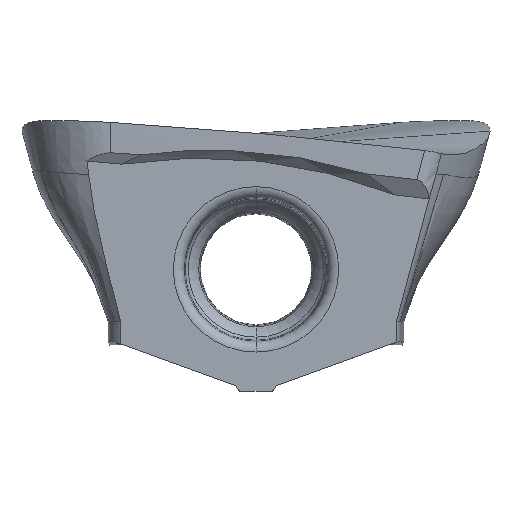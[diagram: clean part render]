
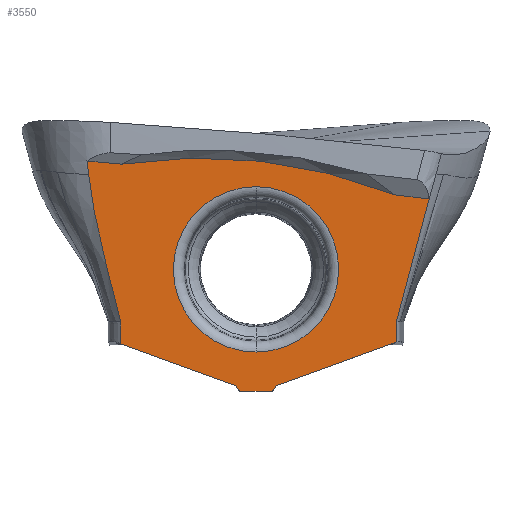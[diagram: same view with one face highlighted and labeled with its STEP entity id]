
A CAD part, front view. The second image highlights one B-rep face of the part: STEP entity #3550.
In plain terms, the highlighted planar face has unit normal (0, -1, 0).
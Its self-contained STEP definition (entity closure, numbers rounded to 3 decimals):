
#140=CARTESIAN_POINT('',(-7.894,0.,
5.062));
#145=CARTESIAN_POINT('',(-7.894,0.,
5.062));
#146=CARTESIAN_POINT('',(-7.884,0.,
4.991));
#147=CARTESIAN_POINT('',(-7.865,0.,
4.848));
#148=CARTESIAN_POINT('',(-7.837,0.,
4.635));
#149=CARTESIAN_POINT('',(-7.82,0.,
4.492));
#150=CARTESIAN_POINT('',(-7.811,0.,
4.421));
#198=DIRECTION('',(-0.94,0.,-0.342));
#199=VECTOR('',#198,5.978);
#200=CARTESIAN_POINT('',(6.556,0.,-3.387));
#201=LINE('',#200,#199);
#205=DIRECTION('',(-0.574,0.,-0.819));
#206=VECTOR('',#205,0.328);
#207=CARTESIAN_POINT('',(0.938,0.,
-5.432));
#208=LINE('',#207,#206);
#212=DIRECTION('',(-1.,0.,0.));
#213=VECTOR('',#212,1.5);
#214=CARTESIAN_POINT('',(0.75,0.,
-5.7));
#215=LINE('',#214,#213);
#219=DIRECTION('',(-0.574,0.,0.819));
#220=VECTOR('',#219,0.328);
#221=CARTESIAN_POINT('',(-0.75,0.,
-5.7));
#222=LINE('',#221,#220);
#226=DIRECTION('',(-0.94,0.,0.342));
#227=VECTOR('',#226,5.725);
#228=CARTESIAN_POINT('',(-0.938,0.,
-5.432));
#229=LINE('',#228,#227);
#233=DIRECTION('',(0.,0.,1.));
#234=VECTOR('',#233,1.024);
#235=CARTESIAN_POINT('',(-6.318,0.,
-3.473));
#236=LINE('',#235,#234);
#240=CARTESIAN_POINT('',(-7.894,0.,
5.062));
#241=CARTESIAN_POINT('',(-7.36,0.,
5.012));
#242=CARTESIAN_POINT('',(-6.827,0.,
4.963));
#243=CARTESIAN_POINT('',(-6.293,0.,
4.912));
#248=CARTESIAN_POINT('',(-2.529,0.,
-19.307));
#249=DIRECTION('',(0.,1.,0.));
#250=DIRECTION('',(-0.154,0.,0.988));
#251=AXIS2_PLACEMENT_3D('',#248,#249,#250);
#256=CARTESIAN_POINT('',(6.486,0.,3.485));
#257=CARTESIAN_POINT('',(7.018,0.,3.418));
#258=CARTESIAN_POINT('',(7.55,0.,3.351));
#259=CARTESIAN_POINT('',(8.081,0.,3.284));
#264=DIRECTION('',(-0.257,0.,-0.966));
#265=VECTOR('',#264,0.265);
#266=CARTESIAN_POINT('',(8.081,0.,3.284));
#267=LINE('',#266,#265);
#271=DIRECTION('',(0.,0.,-1.));
#272=VECTOR('',#271,0.937);
#273=CARTESIAN_POINT('',(6.556,0.,-2.45));
#274=LINE('',#273,#272);
#278=CARTESIAN_POINT('',(0.,0.,
0.));
#279=DIRECTION('',(0.,-1.,0.));
#280=DIRECTION('',(0.,0.,1.));
#281=AXIS2_PLACEMENT_3D('',#278,#279,#280);
#286=CARTESIAN_POINT('',(0.,0.,
0.));
#287=DIRECTION('',(0.,-1.,0.));
#288=DIRECTION('',(-0.005,0.,1.));
#289=AXIS2_PLACEMENT_3D('',#286,#287,#288);
#294=CARTESIAN_POINT('',(0.,0.,
0.));
#295=DIRECTION('',(0.,-1.,0.));
#296=DIRECTION('',(0.,0.,-1.));
#297=AXIS2_PLACEMENT_3D('',#294,#295,#296);
#302=CARTESIAN_POINT('',(0.,0.,
0.));
#303=DIRECTION('',(0.,-1.,0.));
#304=DIRECTION('',(0.005,0.,-1.));
#305=AXIS2_PLACEMENT_3D('',#302,#303,#304);
#1766=CARTESIAN_POINT('',(6.556,0.,
-2.45));
#1767=CARTESIAN_POINT('',(6.654,0.,
-2.079));
#1768=CARTESIAN_POINT('',(6.851,0.,
-1.339));
#1769=CARTESIAN_POINT('',(7.145,0.,
-0.236));
#1770=CARTESIAN_POINT('',(7.436,0.,
0.859));
#1771=CARTESIAN_POINT('',(7.726,0.,
1.948));
#1772=CARTESIAN_POINT('',(7.918,0.,2.669));
#1773=CARTESIAN_POINT('',(8.013,0.,3.027));
#2249=CARTESIAN_POINT('',(-7.811,0.,
4.421));
#2250=CARTESIAN_POINT('',(-7.787,0.,
4.217));
#2251=CARTESIAN_POINT('',(-7.737,0.,
3.815));
#2252=CARTESIAN_POINT('',(-7.646,0.,
3.2));
#2253=CARTESIAN_POINT('',(-7.551,0.,
2.671));
#2254=CARTESIAN_POINT('',(-7.449,0.,
2.213));
#2255=CARTESIAN_POINT('',(-7.359,0.,
1.807));
#2256=CARTESIAN_POINT('',(-7.281,0.,
1.454));
#2257=CARTESIAN_POINT('',(-7.21,0.,
1.141));
#2258=CARTESIAN_POINT('',(-7.145,0.,0.861));
#2259=CARTESIAN_POINT('',(-7.086,0.,
0.612));
#2260=CARTESIAN_POINT('',(-7.033,0.,
0.391));
#2261=CARTESIAN_POINT('',(-6.985,0.,
0.193));
#2262=CARTESIAN_POINT('',(-6.94,0.,
0.009));
#2263=CARTESIAN_POINT('',(-6.896,0.,
-0.167));
#2264=CARTESIAN_POINT('',(-6.852,0.,
-0.346));
#2265=CARTESIAN_POINT('',(-6.805,0.,
-0.537));
#2266=CARTESIAN_POINT('',(-6.753,0.,
-0.746));
#2267=CARTESIAN_POINT('',(-6.697,0.,
-0.97));
#2268=CARTESIAN_POINT('',(-6.636,0.,
-1.213));
#2269=CARTESIAN_POINT('',(-6.569,0.,
-1.478));
#2270=CARTESIAN_POINT('',(-6.492,0.,
-1.779));
#2271=CARTESIAN_POINT('',(-6.406,0.,
-2.111));
#2272=CARTESIAN_POINT('',(-6.348,0.,
-2.335));
#2273=CARTESIAN_POINT('',(-6.318,0.,
-2.45));
#2826=VERTEX_POINT('',#140);
#2827=VERTEX_POINT('',#150);
#2832=VERTEX_POINT('',#256);
#2833=VERTEX_POINT('',#259);
#2834=VERTEX_POINT('',#243);
#2835=CARTESIAN_POINT('',(6.556,0.,
-3.387));
#2836=CARTESIAN_POINT('',(0.938,0.,
-5.432));
#2837=VERTEX_POINT('',#2835);
#2838=VERTEX_POINT('',#2836);
#2839=CARTESIAN_POINT('',(0.75,0.,
-5.7));
#2840=VERTEX_POINT('',#2839);
#2841=CARTESIAN_POINT('',(-0.75,0.,
-5.7));
#2842=VERTEX_POINT('',#2841);
#2843=CARTESIAN_POINT('',(-0.938,0.,
-5.432));
#2844=VERTEX_POINT('',#2843);
#2845=CARTESIAN_POINT('',(-6.318,0.,
-3.473));
#2846=VERTEX_POINT('',#2845);
#2847=CARTESIAN_POINT('',(-6.318,0.,
-2.45));
#2848=VERTEX_POINT('',#2847);
#2849=CARTESIAN_POINT('',(8.013,0.,3.027));
#2850=VERTEX_POINT('',#2849);
#2851=VERTEX_POINT('',#1766);
#2852=CARTESIAN_POINT('',(-0.018,0.,
3.861));
#2853=CARTESIAN_POINT('',(0.,0.,
-3.861));
#2854=VERTEX_POINT('',#2852);
#2855=VERTEX_POINT('',#2853);
#2856=CARTESIAN_POINT('',(0.,0.,
3.861));
#2857=VERTEX_POINT('',#2856);
#2858=CARTESIAN_POINT('',(0.018,0.,
-3.861));
#2859=VERTEX_POINT('',#2858);
#3507=CARTESIAN_POINT('',(0.392,0.,-0.941));
#3508=DIRECTION('',(0.,-1.,0.));
#3509=DIRECTION('',(0.156,0.,0.988));
#3510=AXIS2_PLACEMENT_3D('',#3507,#3508,#3509);
#3511=PLANE('',#3510);
#3513=ORIENTED_EDGE('',*,*,#3512,.T.);
#3515=ORIENTED_EDGE('',*,*,#3514,.T.);
#3517=ORIENTED_EDGE('',*,*,#3516,.T.);
#3519=ORIENTED_EDGE('',*,*,#3518,.T.);
#3521=ORIENTED_EDGE('',*,*,#3520,.T.);
#3523=ORIENTED_EDGE('',*,*,#3522,.T.);
#3525=ORIENTED_EDGE('',*,*,#3524,.F.);
#3526=ORIENTED_EDGE('',*,*,#3442,.F.);
#3527=ORIENTED_EDGE('',*,*,#3498,.T.);
#3529=ORIENTED_EDGE('',*,*,#3528,.T.);
#3531=ORIENTED_EDGE('',*,*,#3530,.T.);
#3533=ORIENTED_EDGE('',*,*,#3532,.T.);
#3535=ORIENTED_EDGE('',*,*,#3534,.F.);
#3537=ORIENTED_EDGE('',*,*,#3536,.T.);
#3538=EDGE_LOOP('',(#3513,#3515,#3517,#3519,#3521,#3523,#3525,#3526,#3527,#3529,
#3531,#3533,#3535,#3537));
#3539=FACE_OUTER_BOUND('',#3538,.F.);
#3541=ORIENTED_EDGE('',*,*,#3540,.T.);
#3543=ORIENTED_EDGE('',*,*,#3542,.T.);
#3545=ORIENTED_EDGE('',*,*,#3544,.T.);
#3547=ORIENTED_EDGE('',*,*,#3546,.T.);
#3548=EDGE_LOOP('',(#3541,#3543,#3545,#3547));
#3549=FACE_BOUND('',#3548,.F.);
#151=B_SPLINE_CURVE_WITH_KNOTS('',3,(#145,#146,#147,#148,#149,#150),
.UNSPECIFIED.,.F.,.F.,(4,1,1,4),(0.,0.333,0.667,1.),
.UNSPECIFIED.);
#244=B_SPLINE_CURVE_WITH_KNOTS('',3,(#240,#241,#242,#243),.UNSPECIFIED.,.F.,.F.,
(4,4),(0.,1.),.UNSPECIFIED.);
#252=CIRCLE('',#251,24.51);
#260=B_SPLINE_CURVE_WITH_KNOTS('',3,(#256,#257,#258,#259),.UNSPECIFIED.,.F.,.F.,
(4,4),(0.,1.),.UNSPECIFIED.);
#282=CIRCLE('',#281,3.861);
#290=CIRCLE('',#289,3.861);
#298=CIRCLE('',#297,3.861);
#306=CIRCLE('',#305,3.861);
#1774=B_SPLINE_CURVE_WITH_KNOTS('',3,(#1766,#1767,#1768,#1769,#1770,#1771,#1772,
#1773),.UNSPECIFIED.,.F.,.F.,(4,1,1,1,1,4),(0.,0.2,0.4,0.6,0.8,1.),
.UNSPECIFIED.);
#2274=B_SPLINE_CURVE_WITH_KNOTS('',3,(#2249,#2250,#2251,#2252,#2253,#2254,#2255,
#2256,#2257,#2258,#2259,#2260,#2261,#2262,#2263,#2264,#2265,#2266,#2267,#2268,
#2269,#2270,#2271,#2272,#2273),.UNSPECIFIED.,.F.,.F.,(4,1,1,1,1,1,1,1,1,1,1,1,1,
1,1,1,1,1,1,1,1,1,4),(0.,0.045,0.091,
0.136,0.182,0.227,0.273,
0.318,0.364,0.409,0.455,0.5,
0.545,0.591,0.636,0.682,
0.727,0.773,0.818,0.864,
0.909,0.955,1.),.UNSPECIFIED.);
#3442=EDGE_CURVE('',#2826,#2827,#151,.T.);
#3498=EDGE_CURVE('',#2826,#2834,#244,.T.);
#3512=EDGE_CURVE('',#2837,#2838,#201,.T.);
#3514=EDGE_CURVE('',#2838,#2840,#208,.T.);
#3516=EDGE_CURVE('',#2840,#2842,#215,.T.);
#3518=EDGE_CURVE('',#2842,#2844,#222,.T.);
#3520=EDGE_CURVE('',#2844,#2846,#229,.T.);
#3522=EDGE_CURVE('',#2846,#2848,#236,.T.);
#3524=EDGE_CURVE('',#2827,#2848,#2274,.T.);
#3528=EDGE_CURVE('',#2834,#2832,#252,.T.);
#3530=EDGE_CURVE('',#2832,#2833,#260,.T.);
#3532=EDGE_CURVE('',#2833,#2850,#267,.T.);
#3534=EDGE_CURVE('',#2851,#2850,#1774,.T.);
#3536=EDGE_CURVE('',#2851,#2837,#274,.T.);
#3540=EDGE_CURVE('',#2857,#2854,#282,.T.);
#3542=EDGE_CURVE('',#2854,#2855,#290,.T.);
#3544=EDGE_CURVE('',#2855,#2859,#298,.T.);
#3546=EDGE_CURVE('',#2859,#2857,#306,.T.);
#3550=ADVANCED_FACE('',(#3539,#3549),#3511,.T.);
